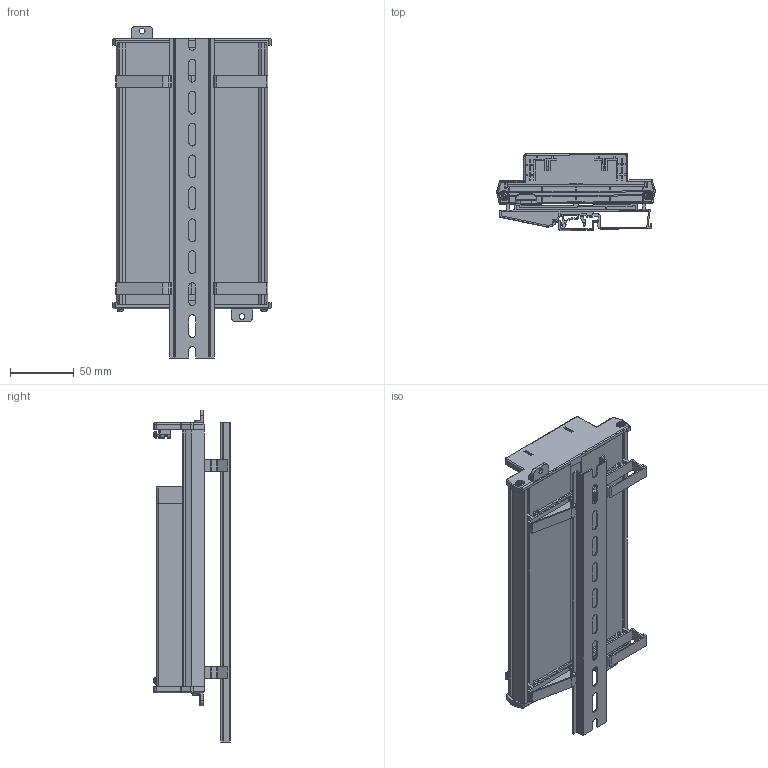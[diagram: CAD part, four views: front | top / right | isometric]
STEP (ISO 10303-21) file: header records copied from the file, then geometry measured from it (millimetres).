
FILE_DESCRIPTION (( 'STEP AP214' ), '1' );
FILE_NAME ('PE70-PE-78.STEP', '2025-07-27T11:53:06', ( '' ), ( '' ), 'SwSTEP 2.0', 'SolidWorks 2017', '' );
FILE_SCHEMA (( 'AUTOMOTIVE_DESIGN' ));
Length unit declared in the file: millimetre
Products named in the file (11): PE70-PE-78; Foot Bracket-small-New; Side Screwaaaa; Cover 72x22.5^Profile with cover - 108; Rail-500; End Piece for Cover - 108 - New; Mounting Foot_Big; Cover 78mm; Side Screw; PCB^TE78-TE70-Family Assembly-2; Profile - 108-195
Assembly tree (19 placements, depth 2):
  PE70-PE-78
    Profile - 108-195
    PCB^TE78-TE70-Family Assembly-2
    Cover 78mm
    Side Screw  x4
    Mounting Foot_Big  x2
    Rail-500
    End Piece for Cover - 108 - New  x2
    Cover 72x22.5^Profile with cover - 108
    Side Screwaaaa  x4
    Foot Bracket-small-New  x2
Bounding box: 123.81 x 59.96 x 260 mm (x, y, z)
Volume: 208035.5 mm3; surface area: 267221.9 mm2
Topology: 19 solids, 19 shells, 1706 faces, 4752 edges, 3052 vertices
Faces by surface type: plane 1022, cylinder 516, torus 58, cone 48, bspline 44, sphere 18
Entity records: 35260 total; most frequent: CARTESIAN_POINT 6636, ORIENTED_EDGE 5056, DIRECTION 4881, EDGE_CURVE 2528, LINE 1847, VECTOR 1847, VERTEX_POINT 1646, AXIS2_PLACEMENT_3D 1517
